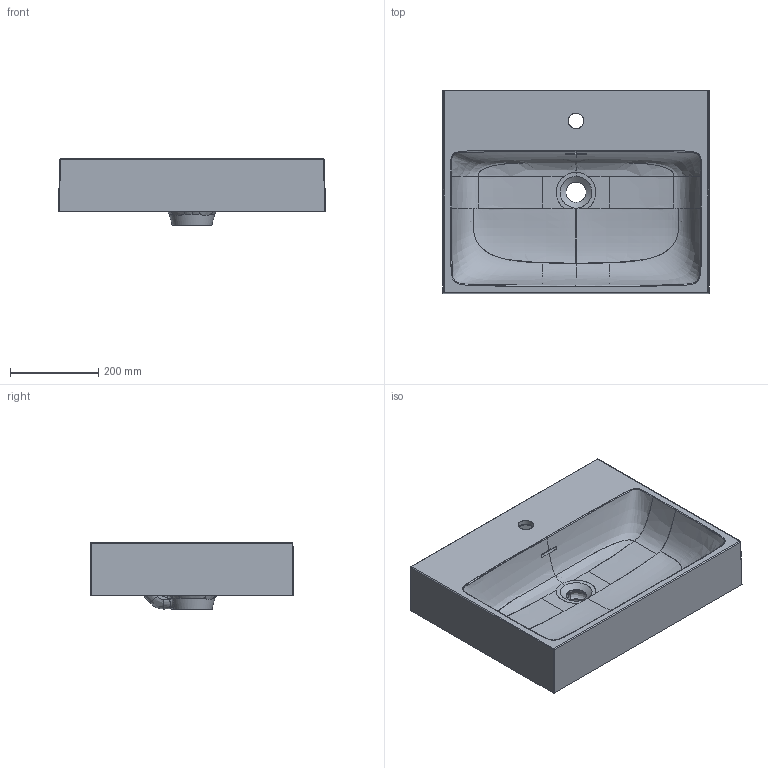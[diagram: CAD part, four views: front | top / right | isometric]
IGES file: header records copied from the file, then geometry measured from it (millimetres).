
Global section: file name: 80_7739_06_11_10_BELLAGIO 60x46.igs; native system: NX V8.5; preprocessor: SIEMENS PLM Software NX 8.5; date: 20201228.131009; units: millimetre
Bounding box: 605.19 x 462.09 x 150 mm (x, y, z)
Surface area: 1126940 mm2 (no closed solid volume)
Topology: 0 solids, 0 shells, 256 faces, 2009 edges, 1977 vertices
Faces by surface type: bspline 242, offset 14
